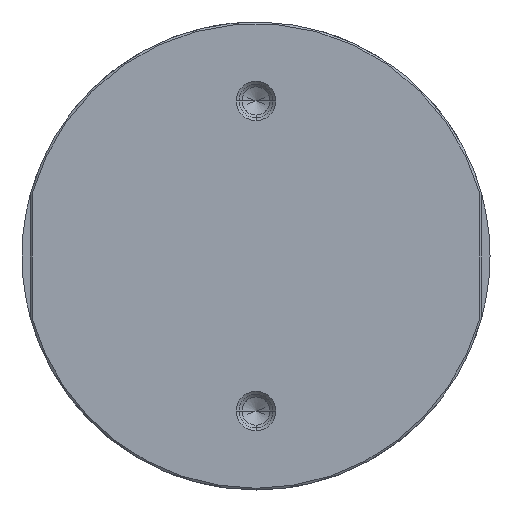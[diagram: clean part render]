
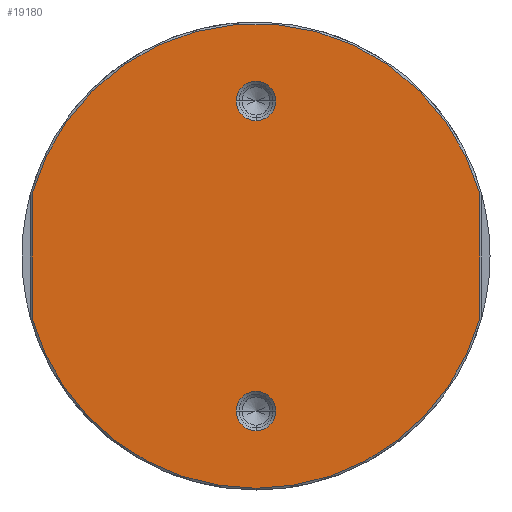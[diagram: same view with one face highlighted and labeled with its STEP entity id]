
A CAD part, left-side view. The second image highlights one B-rep face of the part: STEP entity #19180.
In plain terms, the highlighted face is planar.
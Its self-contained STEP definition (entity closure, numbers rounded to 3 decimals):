
#408 = EDGE_CURVE ( 'NONE', #21117, #1066, #15938, .T. ) ;
#823 = DIRECTION ( 'NONE',  ( 0., 0., 1. ) ) ;
#1066 = VERTEX_POINT ( 'NONE', #4105 ) ;
#1252 = ORIENTED_EDGE ( 'NONE', *, *, #4703, .T. ) ;
#1326 = CIRCLE ( 'NONE', #11249, 3.5 ) ;
#1572 = CIRCLE ( 'NONE', #11410, 3.5 ) ;
#1827 = EDGE_LOOP ( 'NONE', ( #9732, #16442, #15264 ) ) ;
#2076 = AXIS2_PLACEMENT_3D ( 'NONE', #12866, #14585, #9764 ) ;
#2335 = DIRECTION ( 'NONE',  ( -1., 0., 0. ) ) ;
#2795 = VERTEX_POINT ( 'NONE', #13430 ) ;
#3119 = FACE_OUTER_BOUND ( 'NONE', #8855, .T. ) ;
#3693 = DIRECTION ( 'NONE',  ( 0., 0., -1. ) ) ;
#3803 = EDGE_CURVE ( 'NONE', #4604, #17662, #15377, .T. ) ;
#4105 = CARTESIAN_POINT ( 'NONE',  ( -3.5, 27.5, -32.5 ) ) ;
#4271 = CIRCLE ( 'NONE', #18127, 3.5 ) ;
#4604 = VERTEX_POINT ( 'NONE', #18696 ) ;
#4703 = EDGE_CURVE ( 'NONE', #17662, #10451, #7849, .T. ) ;
#4774 = CARTESIAN_POINT ( 'NONE',  ( 0., -27.5, -32.5 ) ) ;
#4806 = DIRECTION ( 'NONE',  ( 1., 0., 0. ) ) ;
#5080 = ORIENTED_EDGE ( 'NONE', *, *, #14032, .T. ) ;
#5811 = CARTESIAN_POINT ( 'NONE',  ( 0., 24., -32.5 ) ) ;
#6390 = EDGE_CURVE ( 'NONE', #11216, #21117, #4271, .T. ) ;
#6448 = DIRECTION ( 'NONE',  ( 0.964, -0.267, 0. ) ) ;
#6933 = VERTEX_POINT ( 'NONE', #7303 ) ;
#6967 = ORIENTED_EDGE ( 'NONE', *, *, #16106, .T. ) ;
#7283 = ORIENTED_EDGE ( 'NONE', *, *, #13618, .T. ) ;
#7303 = CARTESIAN_POINT ( 'NONE',  ( 0., -41.2, -32.5 ) ) ;
#7464 = FACE_BOUND ( 'NONE', #10192, .T. ) ;
#7849 = LINE ( 'NONE', #9127, #12759 ) ;
#7974 = FACE_BOUND ( 'NONE', #1827, .T. ) ;
#8015 = VERTEX_POINT ( 'NONE', #13755 ) ;
#8239 = ORIENTED_EDGE ( 'NONE', *, *, #16035, .T. ) ;
#8517 = CIRCLE ( 'NONE', #13057, 41.2 ) ;
#8768 = CIRCLE ( 'NONE', #2076, 3.5 ) ;
#8855 = EDGE_LOOP ( 'NONE', ( #19852, #8239, #6967, #10188, #1252 ) ) ;
#8870 = DIRECTION ( 'NONE',  ( 0., 1., 0. ) ) ;
#8957 = CIRCLE ( 'NONE', #12689, 41.2 ) ;
#9012 = CARTESIAN_POINT ( 'NONE',  ( 0., 27.5, -32.5 ) ) ;
#9127 = CARTESIAN_POINT ( 'NONE',  ( 39.7, 11.016, -32.5 ) ) ;
#9479 = CARTESIAN_POINT ( 'NONE',  ( 39.7, -11.016, -32.5 ) ) ;
#9698 = ORIENTED_EDGE ( 'NONE', *, *, #11048, .T. ) ;
#9732 = ORIENTED_EDGE ( 'NONE', *, *, #11673, .T. ) ;
#9764 = DIRECTION ( 'NONE',  ( -1., 0., 0. ) ) ;
#9985 = CARTESIAN_POINT ( 'NONE',  ( 0., 0., -32.5 ) ) ;
#10188 = ORIENTED_EDGE ( 'NONE', *, *, #3803, .T. ) ;
#10192 = EDGE_LOOP ( 'NONE', ( #5080, #9698, #7283 ) ) ;
#10374 = CARTESIAN_POINT ( 'NONE',  ( 0., 0., -32.5 ) ) ;
#10451 = VERTEX_POINT ( 'NONE', #9479 ) ;
#10515 = DIRECTION ( 'NONE',  ( 0.964, -0.267, 0. ) ) ;
#10597 = DIRECTION ( 'NONE',  ( 0., 0., 1. ) ) ;
#10709 = PLANE ( 'NONE',  #11311 ) ;
#10782 = CARTESIAN_POINT ( 'NONE',  ( 0., 0., -32.5 ) ) ;
#11048 = EDGE_CURVE ( 'NONE', #2795, #11815, #8768, .T. ) ;
#11216 = VERTEX_POINT ( 'NONE', #5811 ) ;
#11242 = VECTOR ( 'NONE', #8870, 1000. ) ;
#11249 = AXIS2_PLACEMENT_3D ( 'NONE', #11298, #14822, #19577 ) ;
#11298 = CARTESIAN_POINT ( 'NONE',  ( 0., 27.5, -32.5 ) ) ;
#11311 = AXIS2_PLACEMENT_3D ( 'NONE', #10782, #12938, #4806 ) ;
#11343 = VERTEX_POINT ( 'NONE', #18429 ) ;
#11410 = AXIS2_PLACEMENT_3D ( 'NONE', #4774, #16270, #11582 ) ;
#11415 = CARTESIAN_POINT ( 'NONE',  ( 0., -27.5, -32.5 ) ) ;
#11492 = LINE ( 'NONE', #18795, #11242 ) ;
#11582 = DIRECTION ( 'NONE',  ( -1., 0., 0. ) ) ;
#11673 = EDGE_CURVE ( 'NONE', #1066, #11216, #1326, .T. ) ;
#11702 = DIRECTION ( 'NONE',  ( 0., 0., 1. ) ) ;
#11815 = VERTEX_POINT ( 'NONE', #15108 ) ;
#12323 = EDGE_CURVE ( 'NONE', #10451, #6933, #8517, .T. ) ;
#12689 = AXIS2_PLACEMENT_3D ( 'NONE', #10374, #20369, #10515 ) ;
#12722 = AXIS2_PLACEMENT_3D ( 'NONE', #9012, #10597, #18794 ) ;
#12759 = VECTOR ( 'NONE', #20482, 1000. ) ;
#12866 = CARTESIAN_POINT ( 'NONE',  ( 0., -27.5, -32.5 ) ) ;
#12923 = CARTESIAN_POINT ( 'NONE',  ( 0., 0., -32.5 ) ) ;
#12938 = DIRECTION ( 'NONE',  ( 0., 0., 1. ) ) ;
#13057 = AXIS2_PLACEMENT_3D ( 'NONE', #12923, #16287, #6448 ) ;
#13076 = DIRECTION ( 'NONE',  ( 1., 0., 0. ) ) ;
#13430 = CARTESIAN_POINT ( 'NONE',  ( -3.5, -27.5, -32.5 ) ) ;
#13516 = CARTESIAN_POINT ( 'NONE',  ( 39.7, 11.016, -32.5 ) ) ;
#13618 = EDGE_CURVE ( 'NONE', #11815, #8015, #1572, .T. ) ;
#13664 = CARTESIAN_POINT ( 'NONE',  ( 0., 27.5, -32.5 ) ) ;
#13755 = CARTESIAN_POINT ( 'NONE',  ( 3.5, -27.5, -32.5 ) ) ;
#14032 = EDGE_CURVE ( 'NONE', #8015, #2795, #15933, .T. ) ;
#14585 = DIRECTION ( 'NONE',  ( 0., 0., 1. ) ) ;
#14822 = DIRECTION ( 'NONE',  ( 0., 0., 1. ) ) ;
#15108 = CARTESIAN_POINT ( 'NONE',  ( 0., -31., -32.5 ) ) ;
#15264 = ORIENTED_EDGE ( 'NONE', *, *, #408, .T. ) ;
#15377 = CIRCLE ( 'NONE', #19469, 41.2 ) ;
#15933 = CIRCLE ( 'NONE', #19940, 3.5 ) ;
#15938 = CIRCLE ( 'NONE', #12722, 3.5 ) ;
#16035 = EDGE_CURVE ( 'NONE', #6933, #11343, #8957, .T. ) ;
#16106 = EDGE_CURVE ( 'NONE', #11343, #4604, #11492, .T. ) ;
#16270 = DIRECTION ( 'NONE',  ( 0., 0., 1. ) ) ;
#16287 = DIRECTION ( 'NONE',  ( 0., 0., -1. ) ) ;
#16442 = ORIENTED_EDGE ( 'NONE', *, *, #6390, .T. ) ;
#16890 = DIRECTION ( 'NONE',  ( -0.964, 0.267, 0. ) ) ;
#17662 = VERTEX_POINT ( 'NONE', #13516 ) ;
#18127 = AXIS2_PLACEMENT_3D ( 'NONE', #13664, #823, #2335 ) ;
#18320 = CARTESIAN_POINT ( 'NONE',  ( 3.5, 27.5, -32.5 ) ) ;
#18429 = CARTESIAN_POINT ( 'NONE',  ( -39.7, -11.016, -32.5 ) ) ;
#18696 = CARTESIAN_POINT ( 'NONE',  ( -39.7, 11.016, -32.5 ) ) ;
#18794 = DIRECTION ( 'NONE',  ( 1., 0., 0. ) ) ;
#18795 = CARTESIAN_POINT ( 'NONE',  ( -39.7, -11.016, -32.5 ) ) ;
#19180 = ADVANCED_FACE ( 'NONE', ( #3119, #7464, #7974 ), #10709, .F. ) ;
#19469 = AXIS2_PLACEMENT_3D ( 'NONE', #9985, #3693, #16890 ) ;
#19577 = DIRECTION ( 'NONE',  ( -1., 0., 0. ) ) ;
#19852 = ORIENTED_EDGE ( 'NONE', *, *, #12323, .T. ) ;
#19940 = AXIS2_PLACEMENT_3D ( 'NONE', #11415, #11702, #13076 ) ;
#20369 = DIRECTION ( 'NONE',  ( 0., 0., -1. ) ) ;
#20482 = DIRECTION ( 'NONE',  ( 0., -1., 0. ) ) ;
#21117 = VERTEX_POINT ( 'NONE', #18320 ) ;
